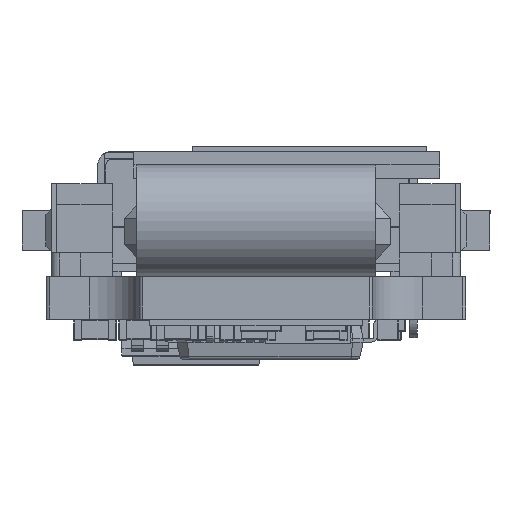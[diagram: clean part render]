
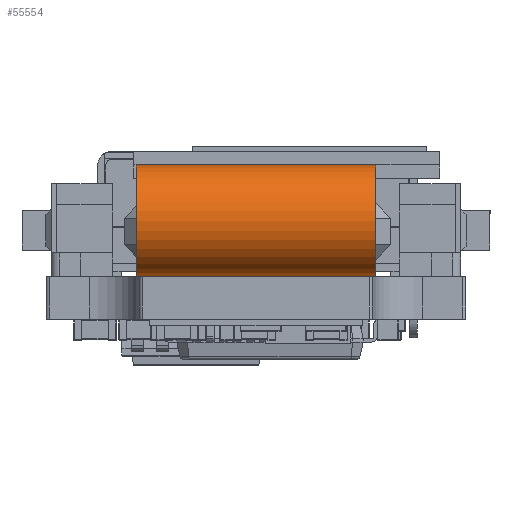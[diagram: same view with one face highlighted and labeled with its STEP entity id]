
A CAD part, left-side view. The second image highlights one B-rep face of the part: STEP entity #55554.
In plain terms, the highlighted cylindrical face has radius 2.1 mm (diameter 4.2 mm), a partial arc.
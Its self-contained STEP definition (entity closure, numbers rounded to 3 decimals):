
#55332 = VERTEX_POINT('',#55333);
#55333 = CARTESIAN_POINT('',(31.4,0.5,-0.1));
#55339 = EDGE_CURVE('',#55332,#55340,#55342,.T.);
#55340 = VERTEX_POINT('',#55341);
#55341 = CARTESIAN_POINT('',(31.4,0.5,-9.1));
#55342 = LINE('',#55343,#55344);
#55343 = CARTESIAN_POINT('',(31.4,0.5,-0.1));
#55344 = VECTOR('',#55345,1.);
#55345 = DIRECTION('',(0.,0.,-1.));
#55528 = VERTEX_POINT('',#55529);
#55529 = CARTESIAN_POINT('',(31.4,-3.7,-0.1));
#55537 = VERTEX_POINT('',#55538);
#55538 = CARTESIAN_POINT('',(31.4,-3.7,-9.1));
#55544 = EDGE_CURVE('',#55528,#55537,#55545,.T.);
#55545 = LINE('',#55546,#55547);
#55546 = CARTESIAN_POINT('',(31.4,-3.7,-0.1));
#55547 = VECTOR('',#55548,1.);
#55548 = DIRECTION('',(0.,0.,-1.));
#55554 = ADVANCED_FACE('',(#55555),#55573,.T.);
#55555 = FACE_BOUND('',#55556,.T.);
#55556 = EDGE_LOOP('',(#55557,#55564,#55565,#55572));
#55557 = ORIENTED_EDGE('',*,*,#55558,.F.);
#55558 = EDGE_CURVE('',#55528,#55332,#55559,.T.);
#55559 = CIRCLE('',#55560,2.1);
#55560 = AXIS2_PLACEMENT_3D('',#55561,#55562,#55563);
#55561 = CARTESIAN_POINT('',(31.4,-1.6,-0.1));
#55562 = DIRECTION('',(0.,0.,1.));
#55563 = DIRECTION('',(0.,-1.,0.));
#55564 = ORIENTED_EDGE('',*,*,#55544,.T.);
#55565 = ORIENTED_EDGE('',*,*,#55566,.F.);
#55566 = EDGE_CURVE('',#55340,#55537,#55567,.T.);
#55567 = CIRCLE('',#55568,2.1);
#55568 = AXIS2_PLACEMENT_3D('',#55569,#55570,#55571);
#55569 = CARTESIAN_POINT('',(31.4,-1.6,-9.1));
#55570 = DIRECTION('',(0.,0.,-1.));
#55571 = DIRECTION('',(0.,-1.,0.));
#55572 = ORIENTED_EDGE('',*,*,#55339,.F.);
#55573 = CYLINDRICAL_SURFACE('',#55574,2.1);
#55574 = AXIS2_PLACEMENT_3D('',#55575,#55576,#55577);
#55575 = CARTESIAN_POINT('',(31.4,-1.6,-0.1));
#55576 = DIRECTION('',(0.,0.,-1.));
#55577 = DIRECTION('',(0.,-1.,0.));
